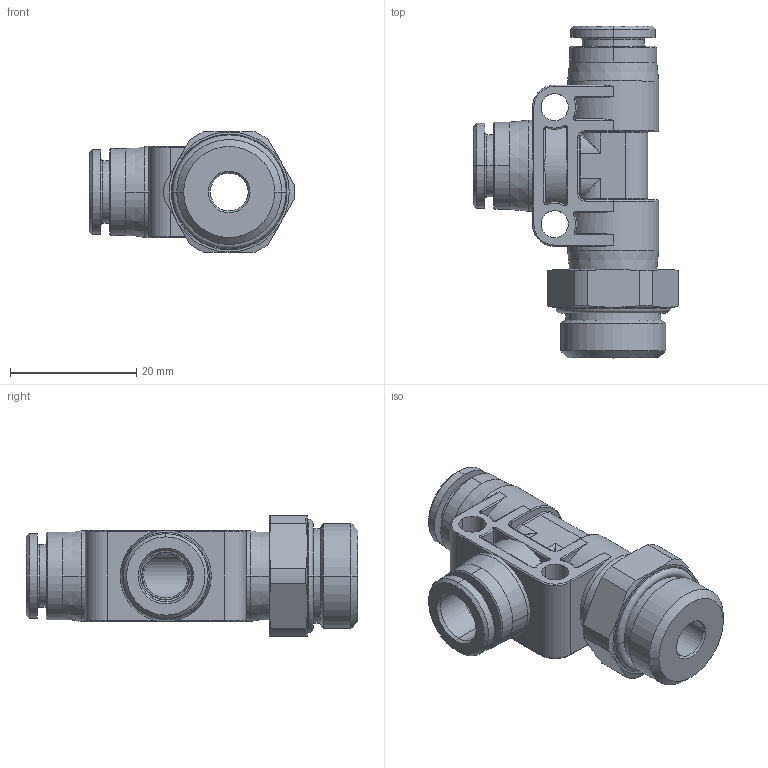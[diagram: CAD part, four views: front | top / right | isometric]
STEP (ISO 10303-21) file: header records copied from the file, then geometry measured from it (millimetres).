
FILE_DESCRIPTION(( 'MXP.24.08.38.stp' ), '1');
FILE_NAME( 'MXP.24.08.38.stp', '2021-02-22T15:43:11',( 'Sopra'),('sopra-pneumatic.com'), 'SwSTEP 2.0','SolidWorks 2009','' );
FILE_SCHEMA(('CONFIG_CONTROL_DESIGN'));
Length unit declared in the file: millimetre
Products named in the file (1): 367418B_922V-8F-3-8
Bounding box: 32.44 x 52.5 x 19 mm (x, y, z)
Volume: 9286.1 mm3; surface area: 6700.3 mm2
Topology: 2 solids, 2 shells, 284 faces, 672 edges, 402 vertices
Faces by surface type: cylinder 123, torus 68, plane 49, cone 40, bspline 4
Entity records: 8920 total; most frequent: CARTESIAN_POINT 2266, DIRECTION 1488, ORIENTED_EDGE 1344, EDGE_CURVE 672, AXIS2_PLACEMENT_3D 632, VERTEX_POINT 402, CIRCLE 352, EDGE_LOOP 304
